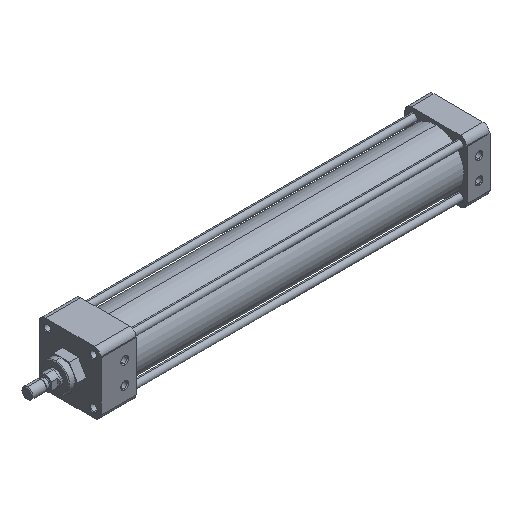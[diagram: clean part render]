
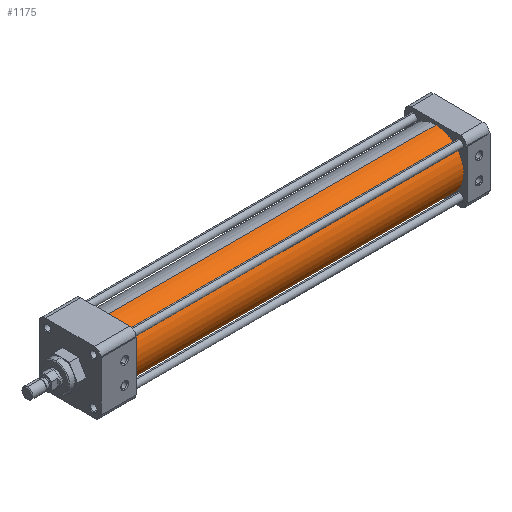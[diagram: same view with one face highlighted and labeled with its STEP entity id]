
A CAD part, isometric view. The second image highlights one B-rep face of the part: STEP entity #1175.
In plain terms, the highlighted cylindrical face has radius 28.575 mm (diameter 57.15 mm), a partial arc.
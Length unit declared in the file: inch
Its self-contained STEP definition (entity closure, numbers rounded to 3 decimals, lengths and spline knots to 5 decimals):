
#59 = CARTESIAN_POINT ( 'NONE',  ( 1.42, 0., 1.125 ) ) ;
#428 = CARTESIAN_POINT ( 'NONE',  ( 14.701, 0., 1.125 ) ) ;
#826 = ORIENTED_EDGE ( 'NONE', *, *, #5283, .T. ) ;
#1175 = ADVANCED_FACE ( 'NONE', ( #11358 ), #9927, .T. ) ;
#1290 = DIRECTION ( 'NONE',  ( 1., 0., 0. ) ) ;
#1381 = VERTEX_POINT ( 'NONE', #6259 ) ;
#2056 = ORIENTED_EDGE ( 'NONE', *, *, #7740, .F. ) ;
#2474 = DIRECTION ( 'NONE',  ( 0., 0., -1. ) ) ;
#2524 = DIRECTION ( 'NONE',  ( -1., 0., 0. ) ) ;
#4964 = VERTEX_POINT ( 'NONE', #9910 ) ;
#5102 = VERTEX_POINT ( 'NONE', #59 ) ;
#5136 = ORIENTED_EDGE ( 'NONE', *, *, #7182, .T. ) ;
#5180 = CARTESIAN_POINT ( 'NONE',  ( 1.42, 0., 0. ) ) ;
#5283 = EDGE_CURVE ( 'NONE', #4964, #8783, #12551, .T. ) ;
#6210 = AXIS2_PLACEMENT_3D ( 'NONE', #9248, #1290, #2474 ) ;
#6259 = CARTESIAN_POINT ( 'NONE',  ( 14.701, 0., 1.125 ) ) ;
#6309 = DIRECTION ( 'NONE',  ( 0., 0., -1. ) ) ;
#6424 = LINE ( 'NONE', #428, #9047 ) ;
#7182 = EDGE_CURVE ( 'NONE', #8783, #1381, #8907, .T. ) ;
#7740 = EDGE_CURVE ( 'NONE', #5102, #1381, #6424, .T. ) ;
#7828 = ORIENTED_EDGE ( 'NONE', *, *, #8442, .T. ) ;
#8047 = EDGE_LOOP ( 'NONE', ( #2056, #7828, #826, #5136 ) ) ;
#8351 = DIRECTION ( 'NONE',  ( 1., 0., 0. ) ) ;
#8442 = EDGE_CURVE ( 'NONE', #5102, #4964, #10469, .T. ) ;
#8783 = VERTEX_POINT ( 'NONE', #10301 ) ;
#8907 = CIRCLE ( 'NONE', #10457, 1.125 ) ;
#9047 = VECTOR ( 'NONE', #8351, 39.37008 ) ;
#9248 = CARTESIAN_POINT ( 'NONE',  ( 14.701, 0., 0. ) ) ;
#9287 = CARTESIAN_POINT ( 'NONE',  ( 14.701, 0., 0. ) ) ;
#9555 = VECTOR ( 'NONE', #13970, 39.37008 ) ;
#9910 = CARTESIAN_POINT ( 'NONE',  ( 1.42, 0., -1.125 ) ) ;
#9927 = CYLINDRICAL_SURFACE ( 'NONE', #6210, 1.125 ) ;
#10301 = CARTESIAN_POINT ( 'NONE',  ( 14.701, 0., -1.125 ) ) ;
#10427 = DIRECTION ( 'NONE',  ( 0., 0., -1. ) ) ;
#10457 = AXIS2_PLACEMENT_3D ( 'NONE', #9287, #2524, #10427 ) ;
#10469 = CIRCLE ( 'NONE', #12458, 1.125 ) ;
#10593 = CARTESIAN_POINT ( 'NONE',  ( 14.701, 0., -1.125 ) ) ;
#11358 = FACE_OUTER_BOUND ( 'NONE', #8047, .T. ) ;
#12458 = AXIS2_PLACEMENT_3D ( 'NONE', #5180, #13036, #6309 ) ;
#12551 = LINE ( 'NONE', #10593, #9555 ) ;
#13036 = DIRECTION ( 'NONE',  ( 1., 0., 0. ) ) ;
#13970 = DIRECTION ( 'NONE',  ( 1., 0., 0. ) ) ;
